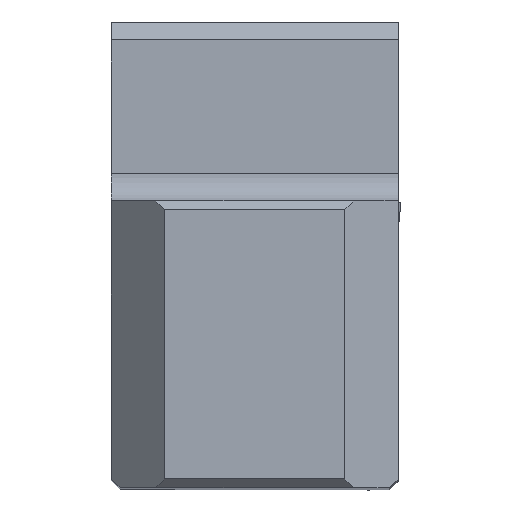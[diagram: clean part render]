
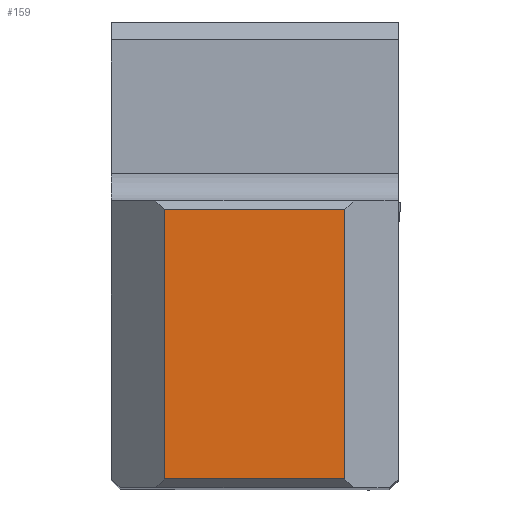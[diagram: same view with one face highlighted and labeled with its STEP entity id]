
A CAD part, top view. The second image highlights one B-rep face of the part: STEP entity #159.
In plain terms, the highlighted planar face has unit normal (0, 0, 1).
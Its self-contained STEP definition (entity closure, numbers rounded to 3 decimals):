
#159=ADVANCED_FACE('',(#259),#209,.T.);
#209=PLANE('',#1313);
#259=FACE_OUTER_BOUND('',#318,.T.);
#318=EDGE_LOOP('',(#531,#532,#533,#534));
#531=ORIENTED_EDGE('',*,*,#906,.T.);
#532=ORIENTED_EDGE('',*,*,#907,.F.);
#533=ORIENTED_EDGE('',*,*,#908,.T.);
#534=ORIENTED_EDGE('',*,*,#909,.F.);
#771=VERTEX_POINT('',#1951);
#772=VERTEX_POINT('',#1952);
#773=VERTEX_POINT('',#1954);
#774=VERTEX_POINT('',#1956);
#906=EDGE_CURVE('',#771,#772,#1042,.T.);
#907=EDGE_CURVE('',#773,#772,#1043,.T.);
#908=EDGE_CURVE('',#773,#774,#1044,.T.);
#909=EDGE_CURVE('',#771,#774,#1045,.T.);
#1042=LINE('',#1950,#1158);
#1043=LINE('',#1953,#1159);
#1044=LINE('',#1955,#1160);
#1045=LINE('',#1957,#1161);
#1158=VECTOR('',#1466,1.);
#1159=VECTOR('',#1467,1.);
#1160=VECTOR('',#1468,1.);
#1161=VECTOR('',#1469,1.);
#1313=AXIS2_PLACEMENT_3D('',#1958,#1470,#1471);
#1466=DIRECTION('',(0.,1.,0.));
#1467=DIRECTION('',(1.,0.,0.));
#1468=DIRECTION('',(0.,-1.,0.));
#1469=DIRECTION('',(-1.,0.,0.));
#1470=DIRECTION('',(0.,0.,1.));
#1471=DIRECTION('',(1.,0.,0.));
#1950=CARTESIAN_POINT('',(13.001,7.988,0.));
#1951=CARTESIAN_POINT('',(13.001,0.5,0.));
#1952=CARTESIAN_POINT('',(13.001,15.475,0.));
#1953=CARTESIAN_POINT('',(7.988,15.475,0.));
#1954=CARTESIAN_POINT('',(2.974,15.475,0.));
#1955=CARTESIAN_POINT('',(2.974,7.988,0.));
#1956=CARTESIAN_POINT('',(2.974,0.5,0.));
#1957=CARTESIAN_POINT('',(7.988,0.5,0.));
#1958=CARTESIAN_POINT('',(7.988,7.988,0.));
